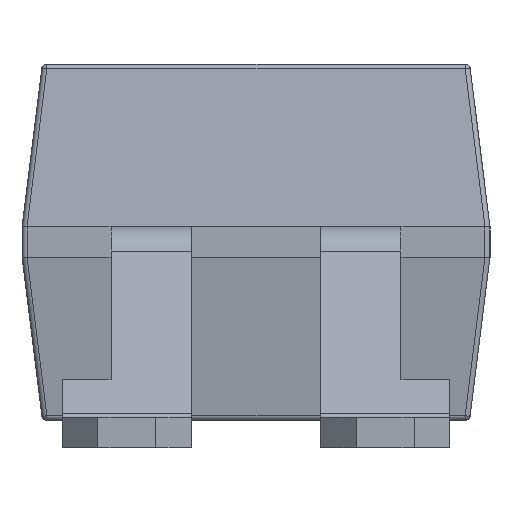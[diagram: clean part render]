
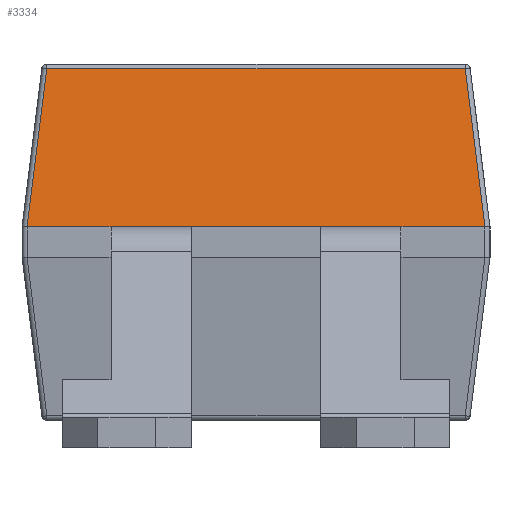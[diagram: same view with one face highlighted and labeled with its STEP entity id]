
A CAD part, left-side view. The second image highlights one B-rep face of the part: STEP entity #3334.
In plain terms, the highlighted planar face has unit normal (-0.992, 0, 0.124).
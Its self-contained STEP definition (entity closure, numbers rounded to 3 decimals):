
#1660 = EDGE_CURVE('',#1661,#1663,#1665,.T.);
#1661 = VERTEX_POINT('',#1662);
#1662 = CARTESIAN_POINT('',(-3.25,0.635,
    2.171));
#1663 = VERTEX_POINT('',#1664);
#1664 = CARTESIAN_POINT('',(-3.25,1.425,
    2.171));
#1665 = LINE('',#1666,#1667);
#1666 = CARTESIAN_POINT('',(-3.25,1.905,
    2.171));
#1667 = VECTOR('',#1668,1.);
#1668 = DIRECTION('',(0.,1.,0.));
#1933 = VERTEX_POINT('',#1934);
#1934 = CARTESIAN_POINT('',(-3.25,-1.425,
    2.171));
#1940 = EDGE_CURVE('',#1933,#1941,#1943,.T.);
#1941 = VERTEX_POINT('',#1942);
#1942 = CARTESIAN_POINT('',(-3.25,-0.635,
    2.171));
#1943 = LINE('',#1944,#1945);
#1944 = CARTESIAN_POINT('',(-3.25,-0.635,
    2.171));
#1945 = VECTOR('',#1946,1.);
#1946 = DIRECTION('',(0.,1.,0.));
#2304 = EDGE_CURVE('',#2305,#1933,#2307,.T.);
#2305 = VERTEX_POINT('',#2306);
#2306 = CARTESIAN_POINT('',(-3.25,-2.25,
    2.171));
#2307 = LINE('',#2308,#2309);
#2308 = CARTESIAN_POINT('',(-3.25,2.3,
    2.171));
#2309 = VECTOR('',#2310,1.);
#2310 = DIRECTION('',(0.,1.,0.));
#2352 = EDGE_CURVE('',#1941,#1661,#2353,.T.);
#2353 = LINE('',#2354,#2355);
#2354 = CARTESIAN_POINT('',(-3.25,2.3,
    2.171));
#2355 = VECTOR('',#2356,1.);
#2356 = DIRECTION('',(0.,1.,0.));
#2972 = EDGE_CURVE('',#1663,#2973,#2975,.T.);
#2973 = VERTEX_POINT('',#2974);
#2974 = CARTESIAN_POINT('',(-3.25,2.25,
    2.171));
#2975 = LINE('',#2976,#2977);
#2976 = CARTESIAN_POINT('',(-3.25,2.3,
    2.171));
#2977 = VECTOR('',#2978,1.);
#2978 = DIRECTION('',(0.,1.,0.));
#3334 = ADVANCED_FACE('',(#3335),#3382,.T.);
#3335 = FACE_BOUND('',#3336,.T.);
#3336 = EDGE_LOOP('',(#3337,#3347,#3354,#3355,#3356,#3357,#3358,#3359,
    #3368,#3376));
#3337 = ORIENTED_EDGE('',*,*,#3338,.T.);
#3338 = EDGE_CURVE('',#3339,#3341,#3343,.T.);
#3339 = VERTEX_POINT('',#3340);
#3340 = CARTESIAN_POINT('',(-3.055,2.056,
    3.727));
#3341 = VERTEX_POINT('',#3342);
#3342 = CARTESIAN_POINT('',(-3.25,2.25,
    2.171));
#3343 = LINE('',#3344,#3345);
#3344 = CARTESIAN_POINT('',(-3.019,2.019,
    4.019));
#3345 = VECTOR('',#3346,1.);
#3346 = DIRECTION('',(-0.123,0.123,-0.985));
#3347 = ORIENTED_EDGE('',*,*,#3348,.T.);
#3348 = EDGE_CURVE('',#3341,#2973,#3349,.T.);
#3349 = ( BOUNDED_CURVE() B_SPLINE_CURVE(3,(#3350,#3351,#3352,#3353),
.UNSPECIFIED.,.F.,.F.) B_SPLINE_CURVE_WITH_KNOTS((4,4),(6.275,
6.283),.PIECEWISE_BEZIER_KNOTS.) CURVE() 
GEOMETRIC_REPRESENTATION_ITEM() RATIONAL_B_SPLINE_CURVE((1.,
1.,1.,1.)) REPRESENTATION_ITEM('') );
#3350 = CARTESIAN_POINT('',(-3.25,2.25,
    2.171));
#3351 = CARTESIAN_POINT('',(-3.25,2.25,
    2.171));
#3352 = CARTESIAN_POINT('',(-3.25,2.25,
    2.171));
#3353 = CARTESIAN_POINT('',(-3.25,2.25,
    2.171));
#3354 = ORIENTED_EDGE('',*,*,#2972,.F.);
#3355 = ORIENTED_EDGE('',*,*,#1660,.F.);
#3356 = ORIENTED_EDGE('',*,*,#2352,.F.);
#3357 = ORIENTED_EDGE('',*,*,#1940,.F.);
#3358 = ORIENTED_EDGE('',*,*,#2304,.F.);
#3359 = ORIENTED_EDGE('',*,*,#3360,.T.);
#3360 = EDGE_CURVE('',#2305,#3361,#3363,.T.);
#3361 = VERTEX_POINT('',#3362);
#3362 = CARTESIAN_POINT('',(-3.25,-2.25,
    2.171));
#3363 = ( BOUNDED_CURVE() B_SPLINE_CURVE(3,(#3364,#3365,#3366,#3367),
.UNSPECIFIED.,.F.,.F.) B_SPLINE_CURVE_WITH_KNOTS((4,4),(
    0.,0.008),.PIECEWISE_BEZIER_KNOTS.) 
CURVE() GEOMETRIC_REPRESENTATION_ITEM() RATIONAL_B_SPLINE_CURVE((1.,
1.,1.,1.)) REPRESENTATION_ITEM('') );
#3364 = CARTESIAN_POINT('',(-3.25,-2.25,
    2.171));
#3365 = CARTESIAN_POINT('',(-3.25,-2.25,
    2.171));
#3366 = CARTESIAN_POINT('',(-3.25,-2.25,
    2.171));
#3367 = CARTESIAN_POINT('',(-3.25,-2.25,
    2.171));
#3368 = ORIENTED_EDGE('',*,*,#3369,.T.);
#3369 = EDGE_CURVE('',#3361,#3370,#3372,.T.);
#3370 = VERTEX_POINT('',#3371);
#3371 = CARTESIAN_POINT('',(-3.055,-2.056,
    3.727));
#3372 = LINE('',#3373,#3374);
#3373 = CARTESIAN_POINT('',(-3.019,-2.019,
    4.019));
#3374 = VECTOR('',#3375,1.);
#3375 = DIRECTION('',(0.123,0.123,0.985));
#3376 = ORIENTED_EDGE('',*,*,#3377,.T.);
#3377 = EDGE_CURVE('',#3370,#3339,#3378,.T.);
#3378 = LINE('',#3379,#3380);
#3379 = CARTESIAN_POINT('',(-3.055,0.,
    3.727));
#3380 = VECTOR('',#3381,1.);
#3381 = DIRECTION('',(0.,1.,0.));
#3382 = PLANE('',#3383);
#3383 = AXIS2_PLACEMENT_3D('',#3384,#3385,#3386);
#3384 = CARTESIAN_POINT('',(-3.05,0.,
    3.771));
#3385 = DIRECTION('',(-0.992,0.,0.124
    ));
#3386 = DIRECTION('',(0.,1.,0.));
